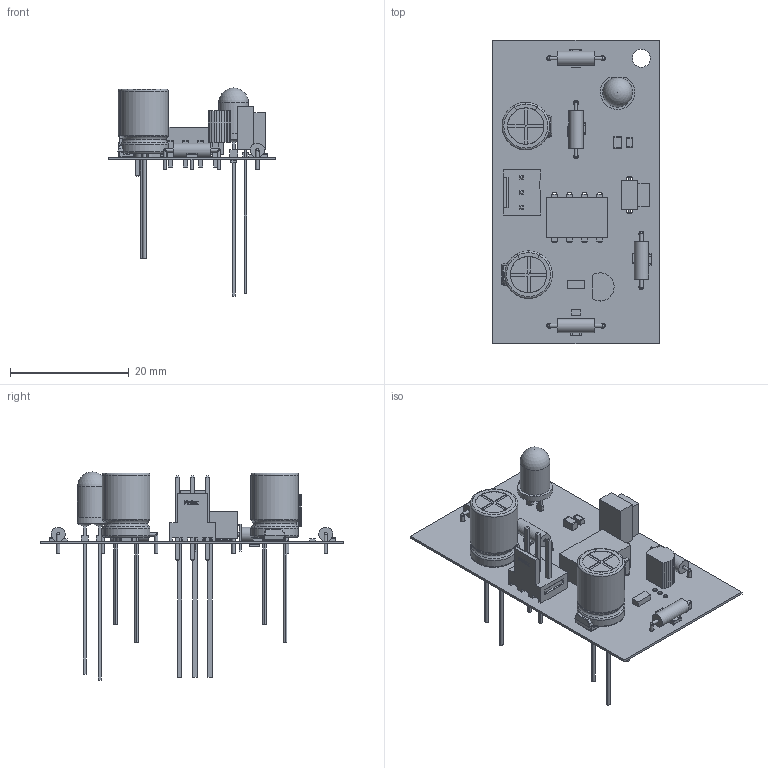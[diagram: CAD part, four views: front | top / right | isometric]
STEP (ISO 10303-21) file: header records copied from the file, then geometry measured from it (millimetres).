
FILE_DESCRIPTION(('Open CASCADE Model'),'2;1');
FILE_NAME('Open CASCADE Shape Model','2025-02-14T17:25:20',('Author'),( 'Open CASCADE'),'Open CASCADE STEP processor 7.5','Open CASCADE 7.5' ,'Unknown');
FILE_SCHEMA(('AUTOMOTIVE_DESIGN { 1 0 10303 214 1 1 1 1 }'));
Length unit declared in the file: millimetre
Products named in the file (131): PCB; Board; Open CASCADE STEP translator 7.5 1.1.1; smd; 6640998576; Extruded; molex kk; Conn_Molex_22-11-2032_eec; Molex 22-11-2032 1 new; Molex 22-11-2032 2; THT; 6640998416; 6640998256; 6640998096; 6640997936; 6640998656; SMD; SOIC-8akaD0008AakaM08A; M08A_ASM_82_ASM; BODY_M08A_35; LEAD_M08A_57; TIEBAR_M08A_2_ASM; MANIFOLD_SOLID_BREP_2784; MANIFOLD_SOLID_BREP_2935; MANIFOLD_SOLID_BREP_3086; MANIFOLD_SOLID_BREP_3237; Sensor; 6640995696; 6640995376; 6640995216; Open CASCADE STEP translator 7.5 1.8; 6517072144; Mid_Body; Terminal; Open CASCADE STEP translator 6.8 3.2.1; Mark; Open CASCADE STEP translator 7.5 1.9; 6517070304; Sphere; 6517070384 ...
Assembly tree (187 placements, depth 6):
  PCB
    Board
      Open CASCADE STEP translator 7.5 1.1.1
    smd
      6640998576
        Extruded
    molex kk
      Conn_Molex_22-11-2032_eec
        Molex 22-11-2032 1 new
        Molex 22-11-2032 2  x3
    THT
      6640998416
        Extruded
      6640998256  x8
        Extruded
      6640998096  x8
        Extruded
      6640997936  x8
        Extruded
    THT
      6640998656
        Extruded
    SMD
      SOIC-8akaD0008AakaM08A
        M08A_ASM_82_ASM
          BODY_M08A_35
          LEAD_M08A_57  x8
          TIEBAR_M08A_2_ASM
            MANIFOLD_SOLID_BREP_2784
            MANIFOLD_SOLID_BREP_2935
            MANIFOLD_SOLID_BREP_3086
            MANIFOLD_SOLID_BREP_3237
    Sensor
      6640995696  x3
        Extruded
      6640995376
        Extruded
      6640995216
        Extruded
    Open CASCADE STEP translator 7.5 1.8
      6517072144
        Mid_Body
        Terminal  x2
          Open CASCADE STEP translator 6.8 3.2.1
        Mark
    Open CASCADE STEP translator 7.5 1.9
      6517070304
        Sphere
      6517070384
        Cylinder
      6517070464
        Cylinder
      6517070544
        Cylinder
      6517070624
        Cylinder
      6517070704
        Sphere
      6517070784
        Cylinder
Bounding box: 28 x 51 x 35 mm (x, y, z)
Volume: 2782.6 mm3; surface area: 6606.9 mm2
Topology: 149 solids, 149 shells, 1779 faces, 4205 edges, 2687 vertices
Faces by surface type: plane 1218, cylinder 313, bspline 123, sphere 81, torus 44
Full cylindrical faces by diameter (mm): 0.55 x16, 0.8 x3, 0.85 x12, 0.9 x8, 1 x2, 1.02 x3, 1.15 x3, 2.4 x4, 3 x1, 5 x1
Entity records: 31614 total; most frequent: CARTESIAN_POINT 6302, DIRECTION 4491, ORIENTED_EDGE 4372, EDGE_CURVE 2186, LINE 1609, VECTOR 1609, AXIS2_PLACEMENT_3D 1441, VERTEX_POINT 1408
